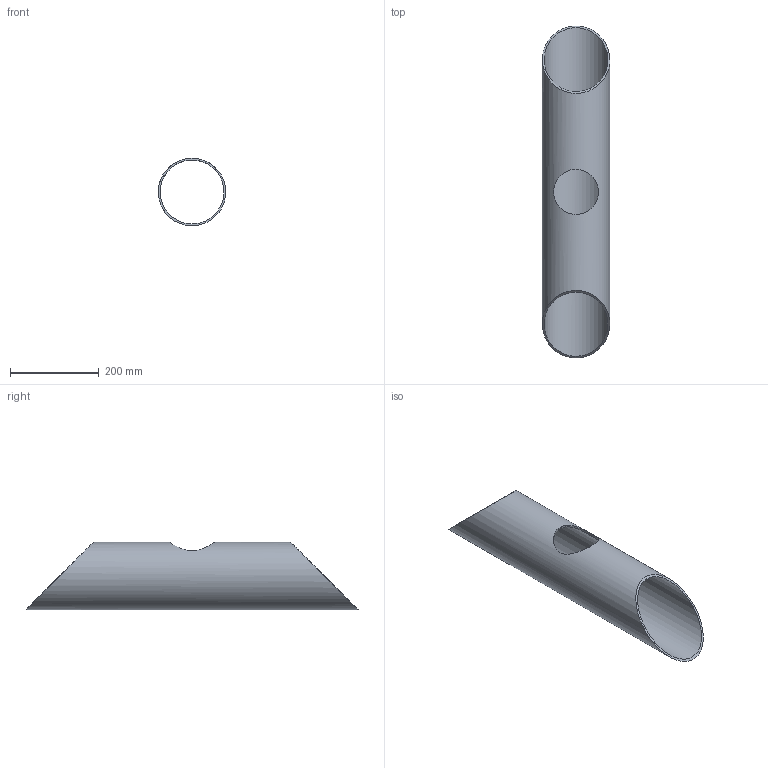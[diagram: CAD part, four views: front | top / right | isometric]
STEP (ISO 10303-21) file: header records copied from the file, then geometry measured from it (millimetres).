
FILE_DESCRIPTION(/* description */ ('STEP AP214'),/* implementation_level */ '2;1');
FILE_NAME(/* name */ '68a5f4c609647b5f457d09ea',/* time_stamp */ '2025-08-20T16:16:07Z',/* author */ (''),/* organization */ (''),/* preprocessor_version */ 'ST-DEVELOPER v20',/* originating_system */ 'ONSHAPE BY PTC INC, 1.202',/* authorisation */ ' ');
FILE_SCHEMA (('AUTOMOTIVE_DESIGN {1 0 10303 214 3 1 1}'));
Length unit declared in the file: metre
Products named in the file (1): TUBE CIRCULAIRE
Bounding box: 152.12 x 749.93 x 152.4 mm (x, y, z)
Volume: 1079644.4 mm3; surface area: 546582.5 mm2
Topology: 1 solids, 1 shells, 5 faces, 15 edges, 10 vertices
Faces by surface type: cylinder 3, plane 2
Full cylindrical faces by diameter (mm): 101.6 x1, 144.4 x1, 152.4 x1
Entity records: 264 total; most frequent: CARTESIAN_POINT 136, DIRECTION 20, ORIENTED_EDGE 12, EDGE_LOOP 12, FACE_BOUND 12, AXIS2_PLACEMENT_3D 10, EDGE_CURVE 6, VERTEX_POINT 6
